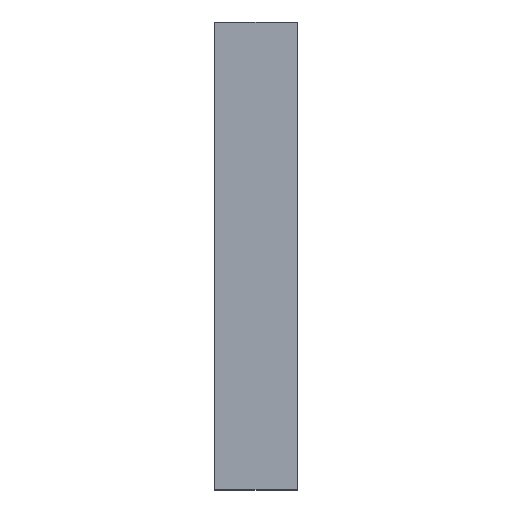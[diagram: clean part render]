
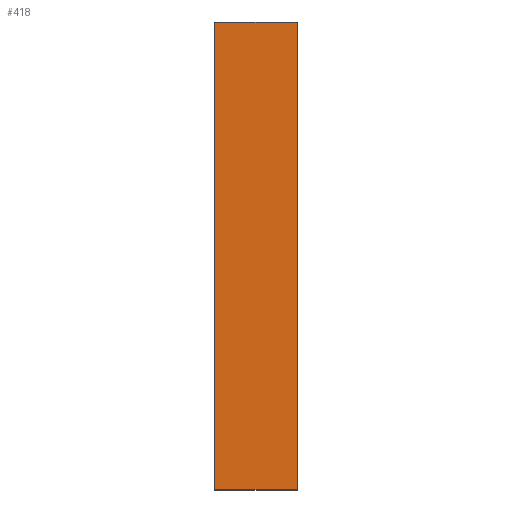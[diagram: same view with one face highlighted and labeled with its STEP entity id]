
A CAD part, top view. The second image highlights one B-rep face of the part: STEP entity #418.
In plain terms, the highlighted planar face has unit normal (0, 0, 1).
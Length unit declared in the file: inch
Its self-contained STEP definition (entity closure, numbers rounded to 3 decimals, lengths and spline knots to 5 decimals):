
#36=FACE_OUTER_BOUND('',#56,.T.);
#56=EDGE_LOOP('',(#321,#322,#323,#324));
#88=LINE('',#634,#140);
#104=LINE('',#670,#156);
#105=LINE('',#672,#157);
#106=LINE('',#673,#158);
#140=VECTOR('',#512,39.37008);
#156=VECTOR('',#542,39.37008);
#157=VECTOR('',#543,39.37008);
#158=VECTOR('',#544,39.37008);
#193=VERTEX_POINT('',#631);
#194=VERTEX_POINT('',#633);
#207=VERTEX_POINT('',#669);
#208=VERTEX_POINT('',#671);
#235=EDGE_CURVE('',#194,#193,#88,.T.);
#254=EDGE_CURVE('',#193,#207,#104,.T.);
#255=EDGE_CURVE('',#208,#207,#105,.T.);
#256=EDGE_CURVE('',#194,#208,#106,.T.);
#321=ORIENTED_EDGE('',*,*,#254,.T.);
#322=ORIENTED_EDGE('',*,*,#255,.F.);
#323=ORIENTED_EDGE('',*,*,#256,.F.);
#324=ORIENTED_EDGE('',*,*,#235,.T.);
#402=PLANE('',#464);
#418=ADVANCED_FACE('',(#36),#402,.F.);
#464=AXIS2_PLACEMENT_3D('',#668,#540,#541);
#512=DIRECTION('',(0.,1.,0.));
#540=DIRECTION('center_axis',(0.,0.,-1.));
#541=DIRECTION('ref_axis',(-1.,0.,0.));
#542=DIRECTION('',(-1.,0.,0.));
#543=DIRECTION('',(0.,1.,0.));
#544=DIRECTION('',(-1.,0.,0.));
#631=CARTESIAN_POINT('',(1.5,8.5,1.));
#633=CARTESIAN_POINT('',(1.5,-8.5,1.));
#634=CARTESIAN_POINT('',(1.5,-8.5,1.));
#668=CARTESIAN_POINT('Origin',(0.,-8.5,1.));
#669=CARTESIAN_POINT('',(-1.5,8.5,1.));
#670=CARTESIAN_POINT('',(0.,8.5,1.));
#671=CARTESIAN_POINT('',(-1.5,-8.5,1.));
#672=CARTESIAN_POINT('',(-1.5,-8.5,1.));
#673=CARTESIAN_POINT('',(0.,-8.5,1.));
